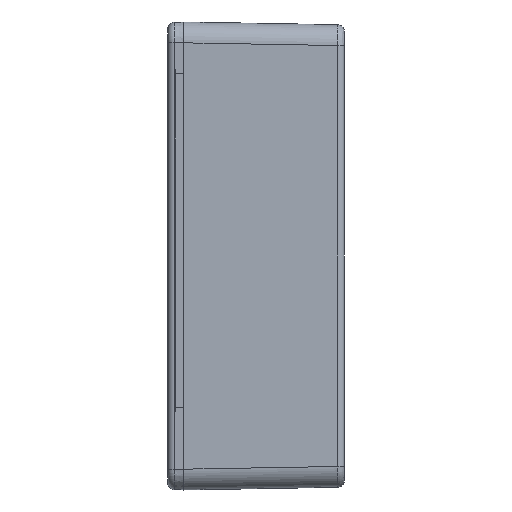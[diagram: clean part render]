
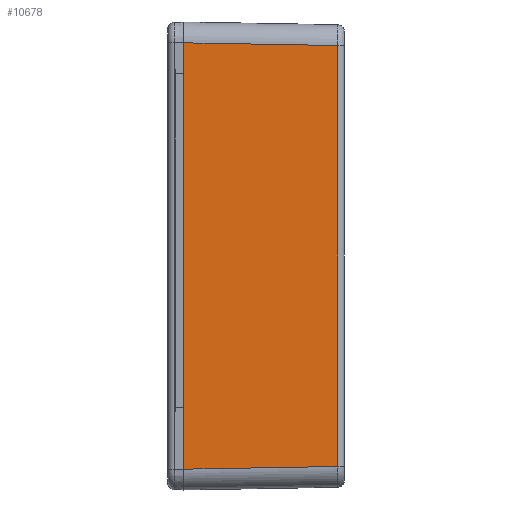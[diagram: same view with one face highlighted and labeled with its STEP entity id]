
A CAD part, left-side view. The second image highlights one B-rep face of the part: STEP entity #10678.
In plain terms, the highlighted planar face has unit normal (-1, -0.018, 0).
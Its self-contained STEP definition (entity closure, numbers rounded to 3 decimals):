
#45 = VECTOR ( 'NONE', #6609, 1000. ) ;
#89 = DIRECTION ( 'NONE',  ( 0., 0., 1. ) ) ;
#183 = LINE ( 'NONE', #7985, #5897 ) ;
#730 = CARTESIAN_POINT ( 'NONE',  ( -111.252, 50.113, -66.503 ) ) ;
#1081 = EDGE_CURVE ( 'NONE', #4436, #10097, #5166, .T. ) ;
#1291 = ORIENTED_EDGE ( 'NONE', *, *, #3484, .T. ) ;
#1410 = EDGE_CURVE ( 'NONE', #10097, #10490, #9946, .T. ) ;
#1513 = DIRECTION ( 'NONE',  ( -0.017, 1., 0.017 ) ) ;
#1736 = VECTOR ( 'NONE', #89, 1000. ) ;
#2215 = FACE_OUTER_BOUND ( 'NONE', #3496, .T. ) ;
#2461 = EDGE_CURVE ( 'NONE', #4436, #4879, #11748, .T. ) ;
#2739 = PLANE ( 'NONE',  #7789 ) ;
#3484 = EDGE_CURVE ( 'NONE', #10490, #4879, #183, .T. ) ;
#3496 = EDGE_LOOP ( 'NONE', ( #6003, #5142, #1291, #11256 ) ) ;
#4436 = VERTEX_POINT ( 'NONE', #8657 ) ;
#4879 = VERTEX_POINT ( 'NONE', #8594 ) ;
#5142 = ORIENTED_EDGE ( 'NONE', *, *, #1410, .T. ) ;
#5166 = LINE ( 'NONE', #730, #13669 ) ;
#5897 = VECTOR ( 'NONE', #1513, 1000. ) ;
#5977 = DIRECTION ( 'NONE',  ( -1., -0.017, 0. ) ) ;
#6003 = ORIENTED_EDGE ( 'NONE', *, *, #1081, .T. ) ;
#6525 = CARTESIAN_POINT ( 'NONE',  ( -110.412, 1.965, -73. ) ) ;
#6609 = DIRECTION ( 'NONE',  ( 0., 0., 1. ) ) ;
#7153 = DIRECTION ( 'NONE',  ( 0.017, -1., 0.017 ) ) ;
#7789 = AXIS2_PLACEMENT_3D ( 'NONE', #10207, #5977, #13402 ) ;
#7985 = CARTESIAN_POINT ( 'NONE',  ( -111.208, 47.566, 66.459 ) ) ;
#8092 = CARTESIAN_POINT ( 'NONE',  ( -110.412, 1.965, -65.663 ) ) ;
#8594 = CARTESIAN_POINT ( 'NONE',  ( -111.25, 50., 66.501 ) ) ;
#8657 = CARTESIAN_POINT ( 'NONE',  ( -111.25, 50., -66.501 ) ) ;
#9946 = LINE ( 'NONE', #6525, #1736 ) ;
#10097 = VERTEX_POINT ( 'NONE', #8092 ) ;
#10207 = CARTESIAN_POINT ( 'NONE',  ( -111.25, 50., -73. ) ) ;
#10490 = VERTEX_POINT ( 'NONE', #12013 ) ;
#10678 = ADVANCED_FACE ( 'NONE', ( #2215 ), #2739, .T. ) ;
#10821 = CARTESIAN_POINT ( 'NONE',  ( -111.25, 50., -73. ) ) ;
#11256 = ORIENTED_EDGE ( 'NONE', *, *, #2461, .F. ) ;
#11748 = LINE ( 'NONE', #10821, #45 ) ;
#12013 = CARTESIAN_POINT ( 'NONE',  ( -110.412, 1.965, 65.663 ) ) ;
#13402 = DIRECTION ( 'NONE',  ( 0.017, -1., 0. ) ) ;
#13669 = VECTOR ( 'NONE', #7153, 1000. ) ;
